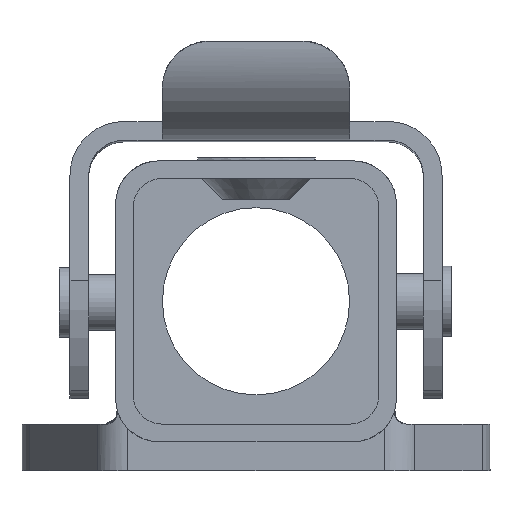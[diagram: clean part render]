
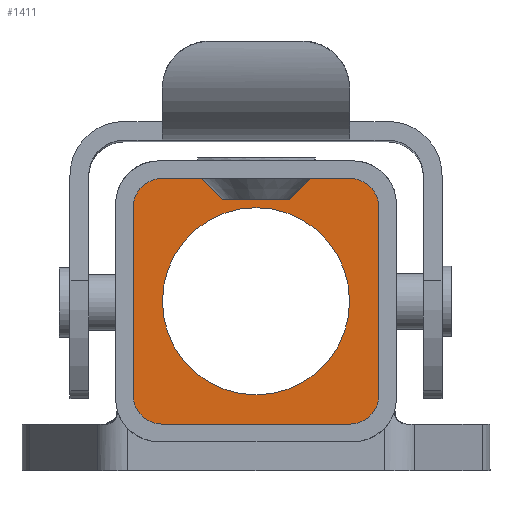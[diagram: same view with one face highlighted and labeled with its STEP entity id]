
A CAD part, front view. The second image highlights one B-rep face of the part: STEP entity #1411.
In plain terms, the highlighted planar face has unit normal (0, -1, 0).
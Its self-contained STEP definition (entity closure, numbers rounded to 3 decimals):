
#1411=ADVANCED_FACE('',(#1692,#1693),#1584,.F.);
#1584=PLANE('',#5429);
#1692=FACE_BOUND('',#1945,.T.);
#1693=FACE_BOUND('',#1946,.T.);
#1945=EDGE_LOOP('',(#3690));
#1946=EDGE_LOOP('',(#3691,#3692,#3693,#3694,#3695,#3696,#3697,#3698,#3699,
#3700,#3701,#3702));
#2353=LINE('',#7704,#2750);
#2357=LINE('',#7713,#2754);
#2361=LINE('',#7722,#2758);
#2362=LINE('',#7727,#2759);
#2365=LINE('',#7732,#2762);
#2369=LINE('',#7744,#2766);
#2373=LINE('',#7756,#2770);
#2376=LINE('',#7765,#2773);
#2750=VECTOR('',#6378,1.);
#2754=VECTOR('',#6384,1.);
#2758=VECTOR('',#6390,1.);
#2759=VECTOR('',#6399,1.);
#2762=VECTOR('',#6402,1.);
#2766=VECTOR('',#6414,1.);
#2770=VECTOR('',#6426,1.);
#2773=VECTOR('',#6437,1.);
#3690=ORIENTED_EDGE('',*,*,#4887,.F.);
#3691=ORIENTED_EDGE('',*,*,#4849,.F.);
#3692=ORIENTED_EDGE('',*,*,#4866,.F.);
#3693=ORIENTED_EDGE('',*,*,#4855,.F.);
#3694=ORIENTED_EDGE('',*,*,#4863,.F.);
#3695=ORIENTED_EDGE('',*,*,#4859,.F.);
#3696=ORIENTED_EDGE('',*,*,#4869,.F.);
#3697=ORIENTED_EDGE('',*,*,#4871,.F.);
#3698=ORIENTED_EDGE('',*,*,#4875,.F.);
#3699=ORIENTED_EDGE('',*,*,#4878,.F.);
#3700=ORIENTED_EDGE('',*,*,#4881,.T.);
#3701=ORIENTED_EDGE('',*,*,#4884,.F.);
#3702=ORIENTED_EDGE('',*,*,#4886,.F.);
#4302=VERTEX_POINT('',#7689);
#4303=VERTEX_POINT('',#7691);
#4308=VERTEX_POINT('',#7705);
#4309=VERTEX_POINT('',#7706);
#4312=VERTEX_POINT('',#7714);
#4313=VERTEX_POINT('',#7715);
#4317=VERTEX_POINT('',#7731);
#4319=VERTEX_POINT('',#7736);
#4321=VERTEX_POINT('',#7743);
#4323=VERTEX_POINT('',#7749);
#4325=VERTEX_POINT('',#7755);
#4327=VERTEX_POINT('',#7761);
#4328=VERTEX_POINT('',#7768);
#4849=EDGE_CURVE('',#4302,#4303,#5089,.T.);
#4855=EDGE_CURVE('',#4308,#4309,#2353,.T.);
#4859=EDGE_CURVE('',#4312,#4313,#2357,.T.);
#4863=EDGE_CURVE('',#4313,#4308,#2361,.T.);
#4866=EDGE_CURVE('',#4309,#4302,#2362,.T.);
#4869=EDGE_CURVE('',#4317,#4312,#2365,.T.);
#4871=EDGE_CURVE('',#4319,#4317,#5096,.T.);
#4875=EDGE_CURVE('',#4321,#4319,#2369,.T.);
#4878=EDGE_CURVE('',#4323,#4321,#5099,.T.);
#4881=EDGE_CURVE('',#4323,#4325,#2373,.T.);
#4884=EDGE_CURVE('',#4327,#4325,#5101,.T.);
#4886=EDGE_CURVE('',#4303,#4327,#2376,.T.);
#4887=EDGE_CURVE('',#4328,#4328,#5102,.T.);
#5089=CIRCLE('',#5401,2.5);
#5096=CIRCLE('',#5416,2.5);
#5099=CIRCLE('',#5421,2.5);
#5101=CIRCLE('',#5425,2.5);
#5102=CIRCLE('',#5428,8.);
#5401=AXIS2_PLACEMENT_3D('',#7690,#6361,#6362);
#5416=AXIS2_PLACEMENT_3D('',#7737,#6406,#6407);
#5421=AXIS2_PLACEMENT_3D('',#7750,#6420,#6421);
#5425=AXIS2_PLACEMENT_3D('',#7762,#6432,#6433);
#5428=AXIS2_PLACEMENT_3D('',#7767,#6440,#6441);
#5429=AXIS2_PLACEMENT_3D('',#7769,#6442,#6443);
#6361=DIRECTION('',(0.,1.,0.));
#6362=DIRECTION('',(0.,0.,1.));
#6378=DIRECTION('',(0.707,0.,0.707));
#6384=DIRECTION('',(0.707,0.,-0.707));
#6390=DIRECTION('',(1.,0.,0.));
#6399=DIRECTION('',(1.,0.,0.));
#6402=DIRECTION('',(1.,0.,0.));
#6406=DIRECTION('',(0.,1.,0.));
#6407=DIRECTION('',(-1.,0.,0.));
#6414=DIRECTION('',(0.,0.,1.));
#6420=DIRECTION('',(0.,1.,0.));
#6421=DIRECTION('',(0.,0.,-1.));
#6426=DIRECTION('',(1.,0.,0.));
#6432=DIRECTION('',(0.,1.,0.));
#6433=DIRECTION('',(1.,0.,0.));
#6437=DIRECTION('',(0.,0.,-1.));
#6440=DIRECTION('',(0.,-1.,0.));
#6441=DIRECTION('',(1.,0.,0.));
#6442=DIRECTION('',(0.,1.,0.));
#6443=DIRECTION('',(1.,0.,0.));
#7689=CARTESIAN_POINT('',(8.,10.65,25.));
#7690=CARTESIAN_POINT('',(8.,10.65,22.5));
#7691=CARTESIAN_POINT('',(10.5,10.65,22.5));
#7704=CARTESIAN_POINT('',(2.9,10.65,23.2));
#7705=CARTESIAN_POINT('',(2.9,10.65,23.2));
#7706=CARTESIAN_POINT('',(4.7,10.65,25.));
#7713=CARTESIAN_POINT('',(-4.7,10.65,25.));
#7714=CARTESIAN_POINT('',(-4.7,10.65,25.));
#7715=CARTESIAN_POINT('',(-2.9,10.65,23.2));
#7722=CARTESIAN_POINT('',(-2.9,10.65,23.2));
#7727=CARTESIAN_POINT('',(4.7,10.65,25.));
#7731=CARTESIAN_POINT('',(-8.,10.65,25.));
#7732=CARTESIAN_POINT('',(-8.,10.65,25.));
#7736=CARTESIAN_POINT('',(-10.5,10.65,22.5));
#7737=CARTESIAN_POINT('',(-8.,10.65,22.5));
#7743=CARTESIAN_POINT('',(-10.5,10.65,6.5));
#7744=CARTESIAN_POINT('',(-10.5,10.65,6.5));
#7749=CARTESIAN_POINT('',(-8.,10.65,4.));
#7750=CARTESIAN_POINT('',(-8.,10.65,6.5));
#7755=CARTESIAN_POINT('',(8.,10.65,4.));
#7756=CARTESIAN_POINT('',(-8.,10.65,4.));
#7761=CARTESIAN_POINT('',(10.5,10.65,6.5));
#7762=CARTESIAN_POINT('',(8.,10.65,6.5));
#7765=CARTESIAN_POINT('',(10.5,10.65,22.5));
#7767=CARTESIAN_POINT('',(0.,10.65,14.5));
#7768=CARTESIAN_POINT('',(8.,10.65,14.5));
#7769=CARTESIAN_POINT('',(-11.125,10.65,25.625));
